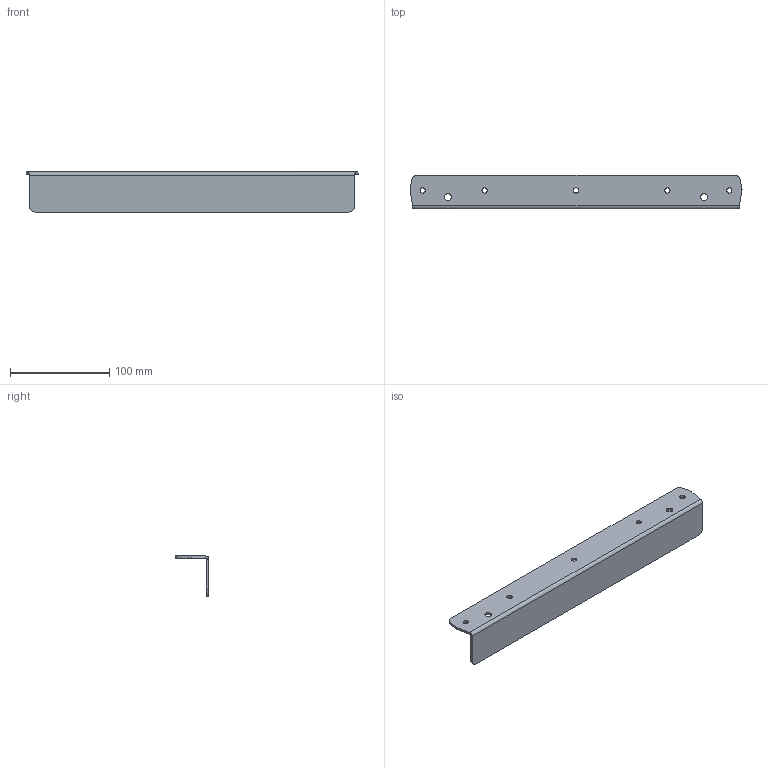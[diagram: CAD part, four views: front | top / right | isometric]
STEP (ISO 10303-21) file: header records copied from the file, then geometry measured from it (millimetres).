
FILE_DESCRIPTION (( 'STEP AP214' ), '1' );
FILE_NAME ('am-5230_shelf Robot Parts Cart Shelf.STEP', '2024-03-11T20:24:04', ( '' ), ( '' ), 'SwSTEP 2.0', 'SolidWorks 2024', '' );
FILE_SCHEMA (( 'AUTOMOTIVE_DESIGN' ));
Length unit declared in the file: inch
Products named in the file (1): am-5230_shelf Robot Parts Cart Shelf
Bounding box: 334.54 x 34.04 x 40.39 mm (x, y, z)
Volume: 53286.2 mm3; surface area: 48719.5 mm2
Topology: 1 solids, 1 shells, 42 faces, 112 edges, 72 vertices
Faces by surface type: cylinder 22, plane 12, bspline 8
Entity records: 1483 total; most frequent: CARTESIAN_POINT 399, ORIENTED_EDGE 224, DIRECTION 206, EDGE_CURVE 112, AXIS2_PLACEMENT_3D 75, VERTEX_POINT 72, EDGE_LOOP 56, VECTOR 56
